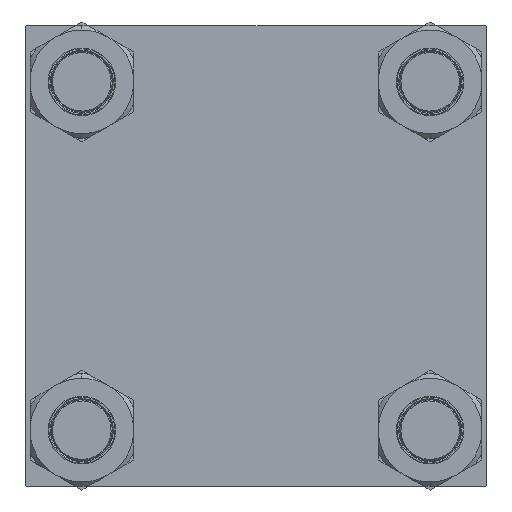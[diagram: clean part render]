
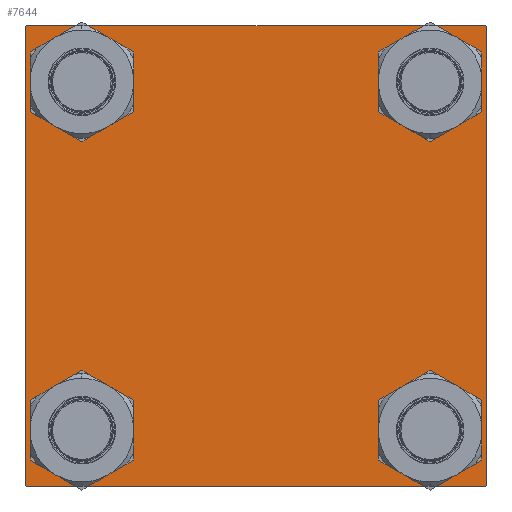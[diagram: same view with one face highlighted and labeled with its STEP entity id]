
A CAD part, left-side view. The second image highlights one B-rep face of the part: STEP entity #7644.
In plain terms, the highlighted planar face has unit normal (-1, 0, 0).
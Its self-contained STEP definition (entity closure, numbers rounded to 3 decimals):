
#305 = VERTEX_POINT ( 'NONE', #32223 ) ;
#354 = CIRCLE ( 'NONE', #47915, 14. ) ;
#411 = AXIS2_PLACEMENT_3D ( 'NONE', #42505, #38905, #11725 ) ;
#1017 = DIRECTION ( 'NONE',  ( 0., 0., 1. ) ) ;
#1229 = ORIENTED_EDGE ( 'NONE', *, *, #13337, .T. ) ;
#1289 = CARTESIAN_POINT ( 'NONE',  ( 0., -102.5, 102. ) ) ;
#1675 = CARTESIAN_POINT ( 'NONE',  ( 0., 77.45, 77.45 ) ) ;
#1970 = CARTESIAN_POINT ( 'NONE',  ( 0., 77.45, 91.45 ) ) ;
#2294 = CARTESIAN_POINT ( 'NONE',  ( 0., -102., 102.5 ) ) ;
#2549 = EDGE_LOOP ( 'NONE', ( #45030, #22850 ) ) ;
#2938 = ORIENTED_EDGE ( 'NONE', *, *, #19979, .T. ) ;
#3202 = LINE ( 'NONE', #41681, #44714 ) ;
#3203 = DIRECTION ( 'NONE',  ( 0., 0., 1. ) ) ;
#3867 = AXIS2_PLACEMENT_3D ( 'NONE', #17638, #30186, #46076 ) ;
#4028 = VERTEX_POINT ( 'NONE', #34687 ) ;
#4109 = DIRECTION ( 'NONE',  ( 0., 0., -1. ) ) ;
#5022 = CARTESIAN_POINT ( 'NONE',  ( 0., -77.45, 91.45 ) ) ;
#5445 = DIRECTION ( 'NONE',  ( 0., 0., 1. ) ) ;
#5601 = LINE ( 'NONE', #36403, #46432 ) ;
#6719 = EDGE_CURVE ( 'NONE', #37296, #4028, #15970, .T. ) ;
#7114 = EDGE_CURVE ( 'NONE', #305, #29197, #16004, .T. ) ;
#7210 = VERTEX_POINT ( 'NONE', #2294 ) ;
#7644 = ADVANCED_FACE ( 'NONE', ( #30471, #45084, #18427, #22016, #34046 ), #14563, .T. ) ;
#8068 = CARTESIAN_POINT ( 'NONE',  ( 0., 102.5, 102. ) ) ;
#8519 = VERTEX_POINT ( 'NONE', #46862 ) ;
#8619 = ORIENTED_EDGE ( 'NONE', *, *, #47756, .T. ) ;
#8753 = EDGE_CURVE ( 'NONE', #17494, #25068, #3202, .T. ) ;
#8861 = CARTESIAN_POINT ( 'NONE',  ( 0., -102.25, -102.25 ) ) ;
#9358 = ORIENTED_EDGE ( 'NONE', *, *, #7114, .T. ) ;
#9765 = VERTEX_POINT ( 'NONE', #8068 ) ;
#10243 = VECTOR ( 'NONE', #47336, 1000. ) ;
#10536 = DIRECTION ( 'NONE',  ( 0., -0.707, -0.707 ) ) ;
#11052 = EDGE_CURVE ( 'NONE', #18880, #7210, #36047, .T. ) ;
#11725 = DIRECTION ( 'NONE',  ( 0., 0., 1. ) ) ;
#12181 = CARTESIAN_POINT ( 'NONE',  ( 0., 102.25, 102.25 ) ) ;
#12413 = VECTOR ( 'NONE', #4109, 1000. ) ;
#12878 = CIRCLE ( 'NONE', #3867, 14. ) ;
#13337 = EDGE_CURVE ( 'NONE', #45103, #41613, #354, .T. ) ;
#13552 = EDGE_CURVE ( 'NONE', #27612, #50208, #38118, .T. ) ;
#13685 = CARTESIAN_POINT ( 'NONE',  ( 0., -77.45, 77.45 ) ) ;
#14258 = EDGE_CURVE ( 'NONE', #29197, #305, #37210, .T. ) ;
#14563 = PLANE ( 'NONE',  #411 ) ;
#15258 = LINE ( 'NONE', #30909, #38489 ) ;
#15536 = DIRECTION ( 'NONE',  ( 0., 0., 1. ) ) ;
#15770 = DIRECTION ( 'NONE',  ( 0., -1., 0. ) ) ;
#15970 = CIRCLE ( 'NONE', #22532, 14. ) ;
#16004 = CIRCLE ( 'NONE', #38102, 14. ) ;
#16020 = AXIS2_PLACEMENT_3D ( 'NONE', #13685, #33173, #5445 ) ;
#16335 = LINE ( 'NONE', #8861, #24548 ) ;
#17146 = CARTESIAN_POINT ( 'NONE',  ( 0., 77.45, -77.45 ) ) ;
#17494 = VERTEX_POINT ( 'NONE', #27148 ) ;
#17638 = CARTESIAN_POINT ( 'NONE',  ( 0., -77.45, 77.45 ) ) ;
#18427 = FACE_BOUND ( 'NONE', #31783, .T. ) ;
#18650 = CARTESIAN_POINT ( 'NONE',  ( 0., -102., -102.5 ) ) ;
#18880 = VERTEX_POINT ( 'NONE', #1289 ) ;
#18888 = ORIENTED_EDGE ( 'NONE', *, *, #21007, .T. ) ;
#19294 = EDGE_CURVE ( 'NONE', #39468, #17494, #33624, .T. ) ;
#19979 = EDGE_CURVE ( 'NONE', #41613, #45103, #20058, .T. ) ;
#20058 = CIRCLE ( 'NONE', #21696, 14. ) ;
#20125 = EDGE_LOOP ( 'NONE', ( #1229, #2938 ) ) ;
#20174 = DIRECTION ( 'NONE',  ( 1., 0., 0. ) ) ;
#21007 = EDGE_CURVE ( 'NONE', #44450, #9765, #35522, .T. ) ;
#21474 = EDGE_LOOP ( 'NONE', ( #49926, #24019, #30080, #8619, #50484, #40408, #24504, #18888 ) ) ;
#21696 = AXIS2_PLACEMENT_3D ( 'NONE', #1675, #25800, #36570 ) ;
#22016 = FACE_BOUND ( 'NONE', #20125, .T. ) ;
#22170 = AXIS2_PLACEMENT_3D ( 'NONE', #17146, #29448, #32781 ) ;
#22532 = AXIS2_PLACEMENT_3D ( 'NONE', #36994, #20174, #25716 ) ;
#22725 = DIRECTION ( 'NONE',  ( 1., 0., 0. ) ) ;
#22850 = ORIENTED_EDGE ( 'NONE', *, *, #29958, .T. ) ;
#24019 = ORIENTED_EDGE ( 'NONE', *, *, #19294, .T. ) ;
#24504 = ORIENTED_EDGE ( 'NONE', *, *, #47957, .F. ) ;
#24548 = VECTOR ( 'NONE', #35558, 1000. ) ;
#24550 = ORIENTED_EDGE ( 'NONE', *, *, #14258, .T. ) ;
#25068 = VERTEX_POINT ( 'NONE', #18650 ) ;
#25421 = CARTESIAN_POINT ( 'NONE',  ( 0., 102.25, -102.25 ) ) ;
#25716 = DIRECTION ( 'NONE',  ( 0., 0., 1. ) ) ;
#25729 = AXIS2_PLACEMENT_3D ( 'NONE', #50660, #22725, #15536 ) ;
#25795 = DIRECTION ( 'NONE',  ( 0., -1., 0. ) ) ;
#25800 = DIRECTION ( 'NONE',  ( 1., 0., 0. ) ) ;
#25831 = CARTESIAN_POINT ( 'NONE',  ( 0., 102., 102.5 ) ) ;
#25862 = EDGE_LOOP ( 'NONE', ( #9358, #24550 ) ) ;
#27148 = CARTESIAN_POINT ( 'NONE',  ( 0., 102., -102.5 ) ) ;
#27612 = VERTEX_POINT ( 'NONE', #5022 ) ;
#29113 = VECTOR ( 'NONE', #46819, 1000. ) ;
#29197 = VERTEX_POINT ( 'NONE', #45183 ) ;
#29448 = DIRECTION ( 'NONE',  ( 1., 0., 0. ) ) ;
#29454 = EDGE_CURVE ( 'NONE', #18880, #8519, #5601, .T. ) ;
#29958 = EDGE_CURVE ( 'NONE', #50208, #27612, #12878, .T. ) ;
#30080 = ORIENTED_EDGE ( 'NONE', *, *, #8753, .T. ) ;
#30186 = DIRECTION ( 'NONE',  ( 1., 0., 0. ) ) ;
#30471 = FACE_BOUND ( 'NONE', #2549, .T. ) ;
#30909 = CARTESIAN_POINT ( 'NONE',  ( 0., 102.5, 102.5 ) ) ;
#31783 = EDGE_LOOP ( 'NONE', ( #36896, #36070 ) ) ;
#32223 = CARTESIAN_POINT ( 'NONE',  ( 0., -77.45, -63.45 ) ) ;
#32555 = DIRECTION ( 'NONE',  ( 0., 0., -1. ) ) ;
#32781 = DIRECTION ( 'NONE',  ( 0., 0., 1. ) ) ;
#33089 = CARTESIAN_POINT ( 'NONE',  ( 0., -77.45, -77.45 ) ) ;
#33173 = DIRECTION ( 'NONE',  ( 1., 0., 0. ) ) ;
#33624 = LINE ( 'NONE', #25421, #44548 ) ;
#34046 = FACE_OUTER_BOUND ( 'NONE', #21474, .T. ) ;
#34687 = CARTESIAN_POINT ( 'NONE',  ( 0., 77.45, -63.45 ) ) ;
#35270 = CARTESIAN_POINT ( 'NONE',  ( 0., 77.45, 77.45 ) ) ;
#35522 = LINE ( 'NONE', #12181, #29113 ) ;
#35558 = DIRECTION ( 'NONE',  ( 0., -0.707, 0.707 ) ) ;
#36047 = LINE ( 'NONE', #39893, #10243 ) ;
#36070 = ORIENTED_EDGE ( 'NONE', *, *, #6719, .T. ) ;
#36338 = CARTESIAN_POINT ( 'NONE',  ( 0., 102.5, -102. ) ) ;
#36403 = CARTESIAN_POINT ( 'NONE',  ( 0., -102.5, 102.5 ) ) ;
#36570 = DIRECTION ( 'NONE',  ( 0., 0., 1. ) ) ;
#36896 = ORIENTED_EDGE ( 'NONE', *, *, #38400, .T. ) ;
#36994 = CARTESIAN_POINT ( 'NONE',  ( 0., 77.45, -77.45 ) ) ;
#37210 = CIRCLE ( 'NONE', #25729, 14. ) ;
#37296 = VERTEX_POINT ( 'NONE', #45382 ) ;
#38102 = AXIS2_PLACEMENT_3D ( 'NONE', #33089, #44115, #1017 ) ;
#38118 = CIRCLE ( 'NONE', #16020, 14. ) ;
#38400 = EDGE_CURVE ( 'NONE', #4028, #37296, #49157, .T. ) ;
#38489 = VECTOR ( 'NONE', #15770, 1000. ) ;
#38905 = DIRECTION ( 'NONE',  ( -1., 0., 0. ) ) ;
#39262 = CARTESIAN_POINT ( 'NONE',  ( 0., 102.5, 102.5 ) ) ;
#39468 = VERTEX_POINT ( 'NONE', #36338 ) ;
#39893 = CARTESIAN_POINT ( 'NONE',  ( 0., -102.25, 102.25 ) ) ;
#40015 = LINE ( 'NONE', #39262, #12413 ) ;
#40030 = EDGE_CURVE ( 'NONE', #9765, #39468, #40015, .T. ) ;
#40408 = ORIENTED_EDGE ( 'NONE', *, *, #11052, .T. ) ;
#41613 = VERTEX_POINT ( 'NONE', #45817 ) ;
#41681 = CARTESIAN_POINT ( 'NONE',  ( 0., 102.5, -102.5 ) ) ;
#42505 = CARTESIAN_POINT ( 'NONE',  ( 0., 0., 0. ) ) ;
#44115 = DIRECTION ( 'NONE',  ( 1., 0., 0. ) ) ;
#44377 = CARTESIAN_POINT ( 'NONE',  ( 0., -77.45, 63.45 ) ) ;
#44450 = VERTEX_POINT ( 'NONE', #25831 ) ;
#44548 = VECTOR ( 'NONE', #10536, 1000. ) ;
#44714 = VECTOR ( 'NONE', #25795, 1000. ) ;
#45030 = ORIENTED_EDGE ( 'NONE', *, *, #13552, .T. ) ;
#45084 = FACE_BOUND ( 'NONE', #25862, .T. ) ;
#45103 = VERTEX_POINT ( 'NONE', #1970 ) ;
#45183 = CARTESIAN_POINT ( 'NONE',  ( 0., -77.45, -91.45 ) ) ;
#45382 = CARTESIAN_POINT ( 'NONE',  ( 0., 77.45, -91.45 ) ) ;
#45817 = CARTESIAN_POINT ( 'NONE',  ( 0., 77.45, 63.45 ) ) ;
#46076 = DIRECTION ( 'NONE',  ( 0., 0., 1. ) ) ;
#46432 = VECTOR ( 'NONE', #32555, 1000. ) ;
#46819 = DIRECTION ( 'NONE',  ( 0., 0.707, -0.707 ) ) ;
#46862 = CARTESIAN_POINT ( 'NONE',  ( 0., -102.5, -102. ) ) ;
#47336 = DIRECTION ( 'NONE',  ( 0., 0.707, 0.707 ) ) ;
#47756 = EDGE_CURVE ( 'NONE', #25068, #8519, #16335, .T. ) ;
#47915 = AXIS2_PLACEMENT_3D ( 'NONE', #35270, #50403, #3203 ) ;
#47957 = EDGE_CURVE ( 'NONE', #44450, #7210, #15258, .T. ) ;
#49157 = CIRCLE ( 'NONE', #22170, 14. ) ;
#49926 = ORIENTED_EDGE ( 'NONE', *, *, #40030, .T. ) ;
#50208 = VERTEX_POINT ( 'NONE', #44377 ) ;
#50403 = DIRECTION ( 'NONE',  ( 1., 0., 0. ) ) ;
#50484 = ORIENTED_EDGE ( 'NONE', *, *, #29454, .F. ) ;
#50660 = CARTESIAN_POINT ( 'NONE',  ( 0., -77.45, -77.45 ) ) ;
